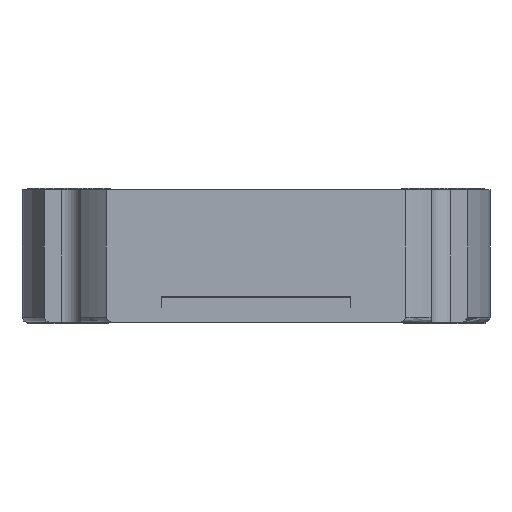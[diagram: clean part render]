
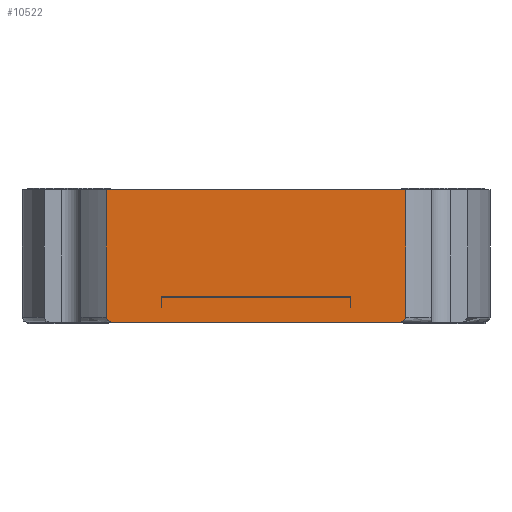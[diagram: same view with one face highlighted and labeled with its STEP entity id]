
A CAD part, front view. The second image highlights one B-rep face of the part: STEP entity #10522.
In plain terms, the highlighted planar face has unit normal (0, -1, 0).
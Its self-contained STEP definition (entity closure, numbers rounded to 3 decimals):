
#100 = ORIENTED_EDGE ( 'NONE', *, *, #6445, .F. ) ;
#469 = CARTESIAN_POINT ( 'NONE',  ( 14.422, -18.3, -8.4 ) ) ;
#637 = CARTESIAN_POINT ( 'NONE',  ( 14.996, -18.3, -8.253 ) ) ;
#984 = VERTEX_POINT ( 'NONE', #1524 ) ;
#1052 = CARTESIAN_POINT ( 'NONE',  ( -15.217, -18.3, -7.987 ) ) ;
#1093 = VERTEX_POINT ( 'NONE', #1118 ) ;
#1118 = CARTESIAN_POINT ( 'NONE',  ( -15.217, -18.3, 5.1 ) ) ;
#1177 = LINE ( 'NONE', #10775, #9037 ) ;
#1512 = DIRECTION ( 'NONE',  ( 0., 1., 0. ) ) ;
#1524 = CARTESIAN_POINT ( 'NONE',  ( -15.217, -18.3, -7.9 ) ) ;
#1920 = CARTESIAN_POINT ( 'NONE',  ( -14.767, -18.3, -8.368 ) ) ;
#2330 = CARTESIAN_POINT ( 'NONE',  ( 14.593, -18.3, -8.392 ) ) ;
#2876 = CARTESIAN_POINT ( 'NONE',  ( -15.18, -18.3, -8.069 ) ) ;
#3163 = ORIENTED_EDGE ( 'NONE', *, *, #10202, .F. ) ;
#3261 = CARTESIAN_POINT ( 'NONE',  ( -15.217, -18.3, 5.1 ) ) ;
#3336 = EDGE_CURVE ( 'Defeature ausgef�hrt1_33+Defeature ausgef�hrt1_32+Defeature ausgef�hrt1_21+Defeature ausgef�hrt1_82', #1093, #984, #1177, .T. ) ;
#3504 = VERTEX_POINT ( 'NONE', #5439 ) ;
#3829 = CARTESIAN_POINT ( 'NONE',  ( -15.217, -18.3, -7.9 ) ) ;
#3860 = VECTOR ( 'NONE', #7114, 1000. ) ;
#3861 = VECTOR ( 'NONE', #6691, 1000. ) ;
#4080 = CARTESIAN_POINT ( 'NONE',  ( 15.217, -18.3, -7.9 ) ) ;
#4376 = DIRECTION ( 'NONE',  ( 0., 0., -1. ) ) ;
#4720 = CARTESIAN_POINT ( 'NONE',  ( 14.76, -18.3, -8.357 ) ) ;
#4721 = CARTESIAN_POINT ( 'NONE',  ( 14.422, -18.3, -8.4 ) ) ;
#4951 = CARTESIAN_POINT ( 'NONE',  ( 15.179, -18.3, -8.071 ) ) ;
#5009 = LINE ( 'NONE', #10176, #3861 ) ;
#5058 = EDGE_CURVE ( 'Defeature ausgef�hrt1_33+Defeature ausgef�hrt1_81+Defeature ausgef�hrt1_22+Defeature ausgef�hrt1_34', #10112, #3504, #5479, .T. ) ;
#5439 = CARTESIAN_POINT ( 'NONE',  ( 15.217, -18.3, -7.9 ) ) ;
#5479 = B_SPLINE_CURVE_WITH_KNOTS ( 'NONE', 3,
 ( #469, #5851, #2330, #4720, #5788, #637, #8145, #4951, #8370, #4080 ),
 .UNSPECIFIED., .F., .F.,
 ( 4, 2, 2, 2, 4 ),
 ( 0., 0., 0.001, 0.001, 0.001 ),
 .UNSPECIFIED. ) ;
#5589 = CARTESIAN_POINT ( 'NONE',  ( -14.595, -18.3, -8.4 ) ) ;
#5713 = PLANE ( 'NONE',  #8363 ) ;
#5788 = CARTESIAN_POINT ( 'NONE',  ( 14.843, -18.3, -8.33 ) ) ;
#5851 = CARTESIAN_POINT ( 'NONE',  ( 14.508, -18.3, -8.4 ) ) ;
#6271 = CARTESIAN_POINT ( 'NONE',  ( -15.068, -18.3, -8.202 ) ) ;
#6318 = CARTESIAN_POINT ( 'NONE',  ( -14.997, -18.3, -8.253 ) ) ;
#6319 = LINE ( 'NONE', #10541, #3860 ) ;
#6357 = VERTEX_POINT ( 'NONE', #6555 ) ;
#6445 = EDGE_CURVE ( 'Defeature ausgef�hrt1_21+Defeature ausgef�hrt1_33+Defeature ausgef�hrt1_32+Defeature ausgef�hrt1_34', #1093, #6357, #11175, .T. ) ;
#6503 = EDGE_CURVE ( 'Defeature ausgef�hrt1_33+Defeature ausgef�hrt1_82+Defeature ausgef�hrt1_32+Defeature ausgef�hrt1_22', #984, #10421, #9759, .T. ) ;
#6555 = CARTESIAN_POINT ( 'NONE',  ( 15.217, -18.3, 5.1 ) ) ;
#6691 = DIRECTION ( 'NONE',  ( 0., 0., -1. ) ) ;
#7114 = DIRECTION ( 'NONE',  ( 1., 0., 0. ) ) ;
#7630 = EDGE_LOOP ( 'NONE', ( #10440, #9787, #3163, #100, #9976, #8180 ) ) ;
#7720 = CARTESIAN_POINT ( 'NONE',  ( -15.217, -18.3, 5.1 ) ) ;
#8145 = CARTESIAN_POINT ( 'NONE',  ( 15.068, -18.3, -8.202 ) ) ;
#8180 = ORIENTED_EDGE ( 'NONE', *, *, #6503, .T. ) ;
#8363 = AXIS2_PLACEMENT_3D ( 'NONE', #3261, #1512, #10996 ) ;
#8370 = CARTESIAN_POINT ( 'NONE',  ( 15.217, -18.3, -7.987 ) ) ;
#8515 = DIRECTION ( 'NONE',  ( 1., 0., 0. ) ) ;
#9037 = VECTOR ( 'NONE', #4376, 1000. ) ;
#9076 = CARTESIAN_POINT ( 'NONE',  ( -14.422, -18.3, -8.4 ) ) ;
#9759 = B_SPLINE_CURVE_WITH_KNOTS ( 'NONE', 3,
 ( #3829, #1052, #2876, #6271, #6318, #1920, #5589, #10704 ),
 .UNSPECIFIED., .F., .F.,
 ( 4, 2, 2, 4 ),
 ( 0., 0., 0.001, 0.001 ),
 .UNSPECIFIED. ) ;
#9787 = ORIENTED_EDGE ( 'NONE', *, *, #5058, .T. ) ;
#9976 = ORIENTED_EDGE ( 'NONE', *, *, #3336, .T. ) ;
#10112 = VERTEX_POINT ( 'NONE', #4721 ) ;
#10176 = CARTESIAN_POINT ( 'NONE',  ( 15.217, -18.3, 5.1 ) ) ;
#10202 = EDGE_CURVE ( 'Defeature ausgef�hrt1_34+Defeature ausgef�hrt1_33+Defeature ausgef�hrt1_21+Defeature ausgef�hrt1_81', #6357, #3504, #5009, .T. ) ;
#10421 = VERTEX_POINT ( 'NONE', #9076 ) ;
#10440 = ORIENTED_EDGE ( 'NONE', *, *, #10991, .T. ) ;
#10522 = ADVANCED_FACE ( 'Defeature ausgef�hrt1_33', ( #10765 ), #5713, .F. ) ;
#10541 = CARTESIAN_POINT ( 'NONE',  ( -15.217, -18.3, -8.4 ) ) ;
#10704 = CARTESIAN_POINT ( 'NONE',  ( -14.422, -18.3, -8.4 ) ) ;
#10765 = FACE_OUTER_BOUND ( 'NONE', #7630, .T. ) ;
#10775 = CARTESIAN_POINT ( 'NONE',  ( -15.217, -18.3, 5.1 ) ) ;
#10926 = VECTOR ( 'NONE', #8515, 1000. ) ;
#10991 = EDGE_CURVE ( 'Defeature ausgef�hrt1_33+Defeature ausgef�hrt1_22+Defeature ausgef�hrt1_82+Defeature ausgef�hrt1_81', #10421, #10112, #6319, .T. ) ;
#10996 = DIRECTION ( 'NONE',  ( -1., 0., 0. ) ) ;
#11175 = LINE ( 'NONE', #7720, #10926 ) ;
